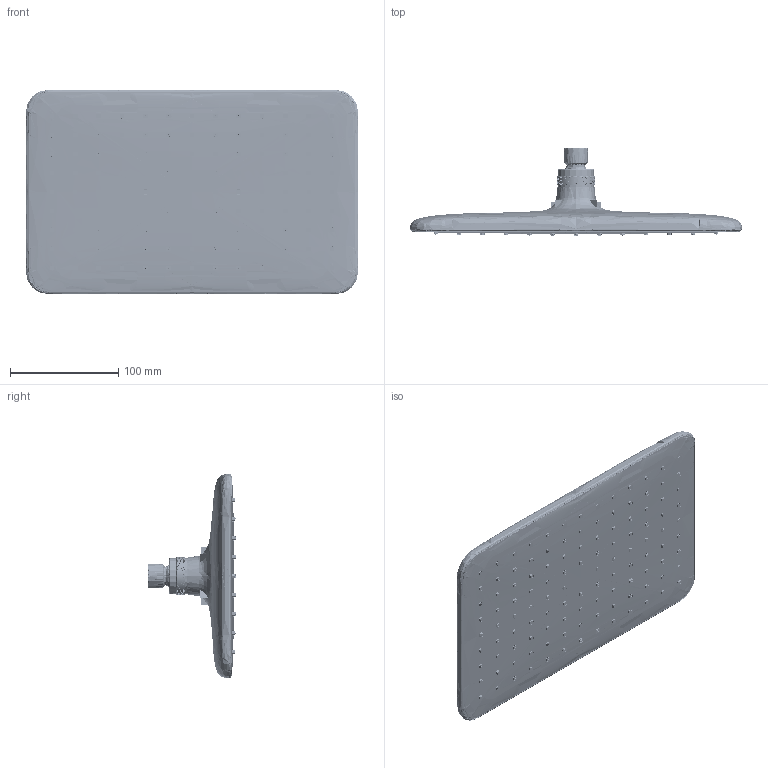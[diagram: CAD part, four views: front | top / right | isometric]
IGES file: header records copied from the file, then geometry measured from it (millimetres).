
Start section:  PTC IGES file: FFASS515-000440BC0.igs
Global section: file name: FFASS515-000440BC0.igs; native system: Creo Parametric by PTC Inc.; preprocessor: 2022162; author: 10114295; organization: Unknown; date: 20230321.151737; units: millimetre
Bounding box: 307 x 81.03 x 189 mm (x, y, z)
Volume: 628288.4 mm3; surface area: 2894545.1 mm2
Topology: 33 solids, 33 shells, 29816 faces, 149948 edges, 186548 vertices
Faces by surface type: revolution 14860, bspline 14126, extrusion 830
